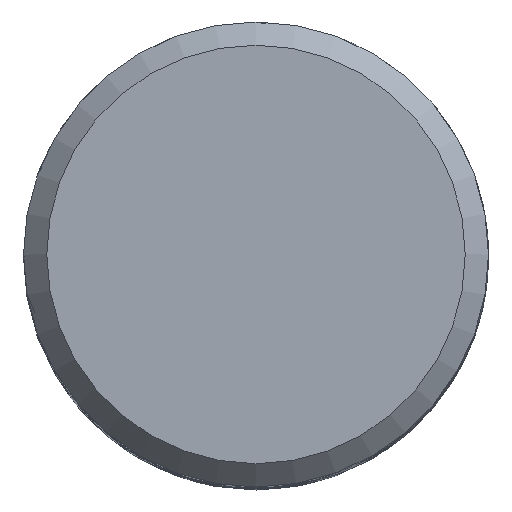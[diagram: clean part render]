
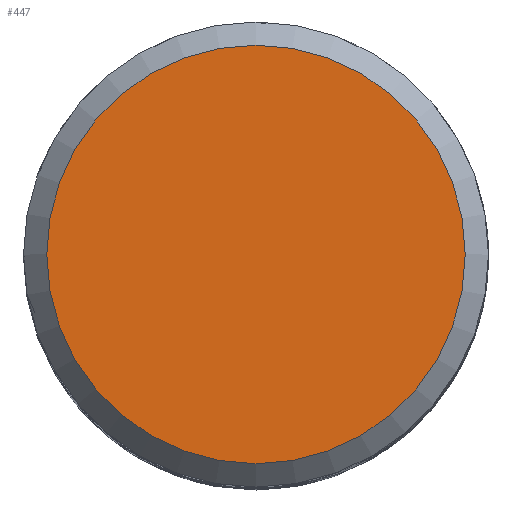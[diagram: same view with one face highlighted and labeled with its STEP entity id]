
A CAD part, top view. The second image highlights one B-rep face of the part: STEP entity #447.
In plain terms, the highlighted planar face has unit normal (0, 0, 1).
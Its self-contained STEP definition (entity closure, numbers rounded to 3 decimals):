
#407 = VERTEX_POINT('', #408);
#408 = CARTESIAN_POINT('', (-5.4, 0., 0.));
#414 = EDGE_CURVE('', #407, #407, #415, .T.);
#415 = CIRCLE('', #416, 5.4);
#416 = AXIS2_PLACEMENT_3D('', #417, #418, #419);
#417 = CARTESIAN_POINT('', (0., 0., 0.));
#418 = DIRECTION('', (0., 0., -1.));
#419 = DIRECTION('', (-1., 0., 0.));
#447 = ADVANCED_FACE('', (#448), #451, .T.);
#448 = FACE_OUTER_BOUND('', #449, .T.);
#449 = EDGE_LOOP('', (#450));
#450 = ORIENTED_EDGE('', *, *, #414, .F.);
#451 = PLANE('', #452);
#452 = AXIS2_PLACEMENT_3D('', #453, #454, #455);
#453 = CARTESIAN_POINT('', (8.4, -8.4, 0.));
#454 = DIRECTION('', (0., 0., 1.));
#455 = DIRECTION('', (0., 1., 0.));
